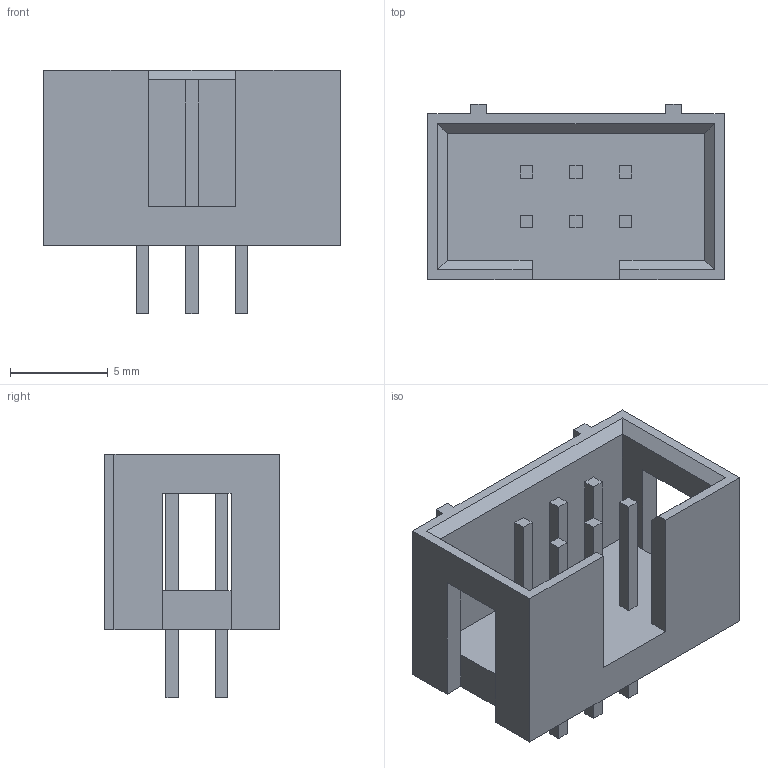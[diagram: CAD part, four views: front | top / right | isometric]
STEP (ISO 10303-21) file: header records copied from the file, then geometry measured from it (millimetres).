
FILE_DESCRIPTION(/* description */ (''),/* implementation_level */ '2;1');
FILE_NAME(/* name */ 'IDC-6.step',/* time_stamp */ '2019-09-01T14:51:24+02:00',/* author */ (''),/* organization */ (''),/* preprocessor_version */ 'ST-DEVELOPER v18',/* originating_system */ 'Autodesk Translation Framework v8.6.0.1094',/* authorisation */ '');
FILE_SCHEMA (('AUTOMOTIVE_DESIGN { 1 0 10303 214 3 1 1 }'));
Length unit declared in the file: millimetre
Products named in the file (1): IDC-6
Bounding box: 15.2 x 9 x 12.5 mm (x, y, z)
Volume: 508.2 mm3; surface area: 1030.5 mm2
Topology: 1 solids, 1 shells, 95 faces, 247 edges, 162 vertices
Faces by surface type: plane 95
Entity records: 2945 total; most frequent: CARTESIAN_POINT 505, ORIENTED_EDGE 494, DIRECTION 439, LINE 247, VECTOR 247, EDGE_CURVE 247, VERTEX_POINT 162, EDGE_LOOP 107
